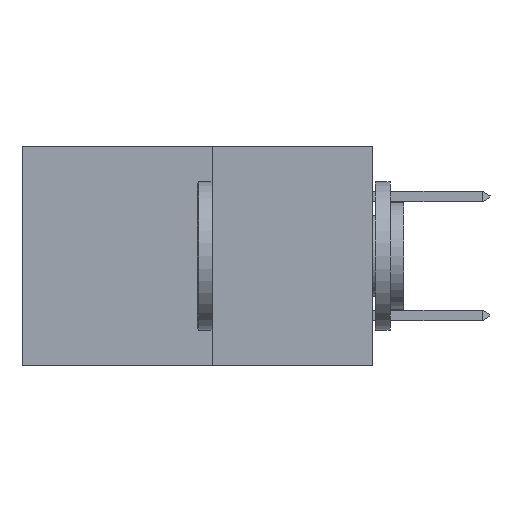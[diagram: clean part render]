
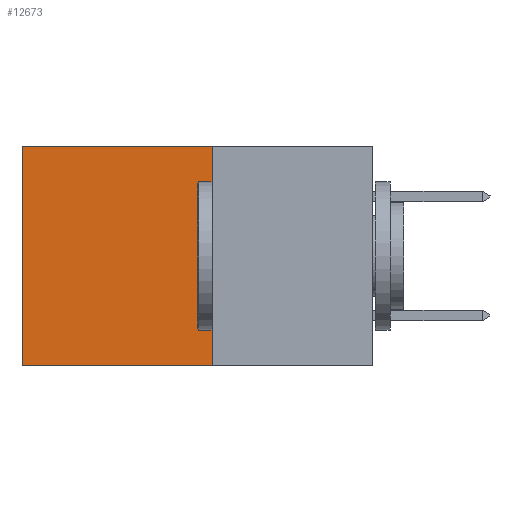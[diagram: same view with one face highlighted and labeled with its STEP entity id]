
A CAD part, left-side view. The second image highlights one B-rep face of the part: STEP entity #12673.
In plain terms, the highlighted planar face has unit normal (-1, 0, 0).
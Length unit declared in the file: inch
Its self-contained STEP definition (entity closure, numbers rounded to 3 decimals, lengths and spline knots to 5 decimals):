
#340 = ORIENTED_EDGE ( 'NONE', *, *, #7053, .F. ) ;
#1048 = CARTESIAN_POINT ( 'NONE',  ( 0.277, 0.59, -0.37 ) ) ;
#2051 = EDGE_CURVE ( 'NONE', #15839, #30931, #10397, .T. ) ;
#2900 = CARTESIAN_POINT ( 'NONE',  ( 0.277, 0.27, -0.37 ) ) ;
#3244 = LINE ( 'NONE', #5564, #9644 ) ;
#3551 = CARTESIAN_POINT ( 'NONE',  ( 0.277, 0.27, 0. ) ) ;
#4006 = PLANE ( 'NONE',  #16113 ) ;
#4316 = DIRECTION ( 'NONE',  ( 0., 1., 0. ) ) ;
#5564 = CARTESIAN_POINT ( 'NONE',  ( 0.277, 0.27, -0.37 ) ) ;
#6759 = DIRECTION ( 'NONE',  ( 0., 0., -1. ) ) ;
#7053 = EDGE_CURVE ( 'NONE', #25452, #15839, #3244, .T. ) ;
#7272 = DIRECTION ( 'NONE',  ( 0., 1., 0. ) ) ;
#7336 = VECTOR ( 'NONE', #27740, 39.37008 ) ;
#8196 = LINE ( 'NONE', #25003, #7336 ) ;
#8513 = CARTESIAN_POINT ( 'NONE',  ( 0.277, 0.27, -0.37 ) ) ;
#9644 = VECTOR ( 'NONE', #16493, 39.37008 ) ;
#9718 = CARTESIAN_POINT ( 'NONE',  ( 0.277, 0.59, 0. ) ) ;
#10397 = LINE ( 'NONE', #2900, #24056 ) ;
#10398 = EDGE_CURVE ( 'NONE', #25452, #26192, #30422, .T. ) ;
#12673 = ADVANCED_FACE ( 'NONE', ( #22083 ), #4006, .F. ) ;
#14483 = ORIENTED_EDGE ( 'NONE', *, *, #23280, .T. ) ;
#15839 = VERTEX_POINT ( 'NONE', #8513 ) ;
#16113 = AXIS2_PLACEMENT_3D ( 'NONE', #20301, #23081, #6759 ) ;
#16493 = DIRECTION ( 'NONE',  ( 0., 0., -1. ) ) ;
#16564 = ORIENTED_EDGE ( 'NONE', *, *, #10398, .T. ) ;
#20301 = CARTESIAN_POINT ( 'NONE',  ( 0.277, 0.27, -0.37 ) ) ;
#22083 = FACE_OUTER_BOUND ( 'NONE', #23507, .T. ) ;
#23081 = DIRECTION ( 'NONE',  ( 1., 0., 0. ) ) ;
#23121 = VECTOR ( 'NONE', #7272, 39.37008 ) ;
#23280 = EDGE_CURVE ( 'NONE', #26192, #30931, #8196, .T. ) ;
#23507 = EDGE_LOOP ( 'NONE', ( #14483, #32865, #340, #16564 ) ) ;
#24056 = VECTOR ( 'NONE', #4316, 39.37008 ) ;
#25003 = CARTESIAN_POINT ( 'NONE',  ( 0.277, 0.59, -0.37 ) ) ;
#25452 = VERTEX_POINT ( 'NONE', #3551 ) ;
#26192 = VERTEX_POINT ( 'NONE', #9718 ) ;
#27740 = DIRECTION ( 'NONE',  ( 0., 0., -1. ) ) ;
#30422 = LINE ( 'NONE', #34508, #23121 ) ;
#30931 = VERTEX_POINT ( 'NONE', #1048 ) ;
#32865 = ORIENTED_EDGE ( 'NONE', *, *, #2051, .F. ) ;
#34508 = CARTESIAN_POINT ( 'NONE',  ( 0.277, 0.27, 0. ) ) ;
